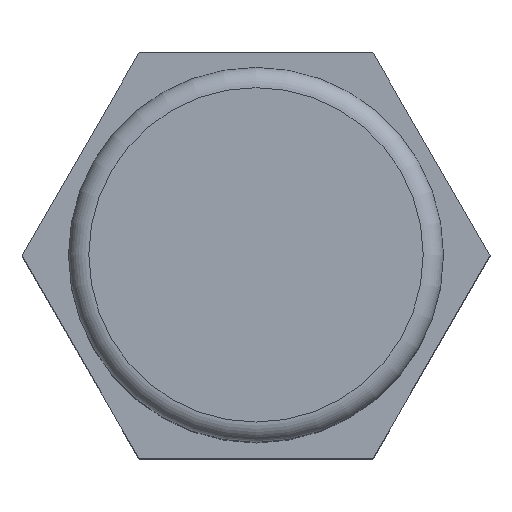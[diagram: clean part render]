
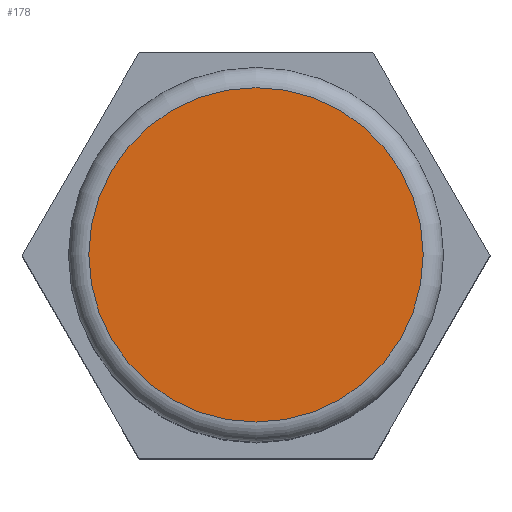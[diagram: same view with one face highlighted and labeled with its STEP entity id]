
A CAD part, top view. The second image highlights one B-rep face of the part: STEP entity #178.
In plain terms, the highlighted planar face has unit normal (0, 0, 1).
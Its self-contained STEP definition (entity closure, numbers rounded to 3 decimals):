
#16=PLANE('',#216);
#66=FACE_OUTER_BOUND('',#77,.T.);
#77=EDGE_LOOP('',(#137));
#87=CIRCLE('',#211,3.3);
#91=VERTEX_POINT('',#278);
#106=EDGE_CURVE('',#91,#91,#87,.T.);
#137=ORIENTED_EDGE('',*,*,#106,.F.);
#178=ADVANCED_FACE('',(#66),#16,.T.);
#211=AXIS2_PLACEMENT_3D('',#279,#229,#230);
#216=AXIS2_PLACEMENT_3D('',#287,#240,#241);
#229=DIRECTION('center_axis',(0.,0.,-1.));
#230=DIRECTION('ref_axis',(-1.,0.,0.));
#240=DIRECTION('center_axis',(0.,0.,1.));
#241=DIRECTION('ref_axis',(1.,0.,0.));
#278=CARTESIAN_POINT('',(-3.3,0.,18.));
#279=CARTESIAN_POINT('Origin',(0.,0.,18.));
#287=CARTESIAN_POINT('Origin',(0.,0.,18.));
